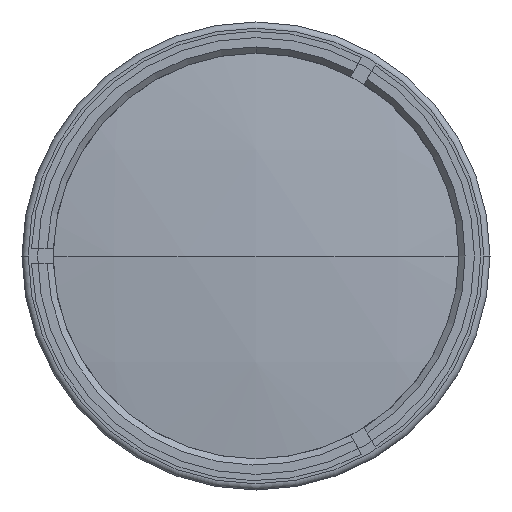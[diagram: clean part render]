
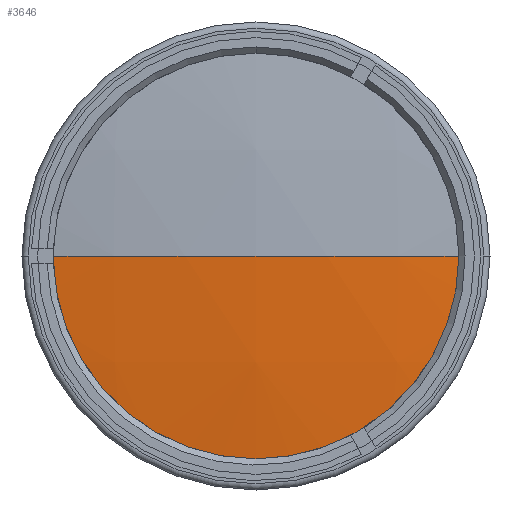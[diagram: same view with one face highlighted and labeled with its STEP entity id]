
A CAD part, left-side view. The second image highlights one B-rep face of the part: STEP entity #3646.
In plain terms, the highlighted spherical face has radius 252 mm.
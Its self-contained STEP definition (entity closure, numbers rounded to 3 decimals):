
#35 = CIRCLE ( 'NONE', #8594, 252. ) ;
#378 = CARTESIAN_POINT ( 'NONE',  ( -138.909, -34., 0. ) ) ;
#713 = DIRECTION ( 'NONE',  ( 0., 1., 0. ) ) ;
#1500 = VERTEX_POINT ( 'NONE', #378 ) ;
#1614 = EDGE_CURVE ( 'NONE', #5058, #4806, #35, .T. ) ;
#2494 = ORIENTED_EDGE ( 'NONE', *, *, #7709, .T. ) ;
#2609 = CIRCLE ( 'NONE', #6300, 252. ) ;
#2883 = CARTESIAN_POINT ( 'NONE',  ( 110.787, 0., 0. ) ) ;
#3120 = CARTESIAN_POINT ( 'NONE',  ( 110.787, 0., 0. ) ) ;
#3418 = CARTESIAN_POINT ( 'NONE',  ( 110.787, 0., 0. ) ) ;
#3646 = ADVANCED_FACE ( 'NONE', ( #7565 ), #8805, .T. ) ;
#3726 = DIRECTION ( 'NONE',  ( -1., 0., 0. ) ) ;
#3789 = EDGE_LOOP ( 'NONE', ( #2494, #3991, #6645 ) ) ;
#3862 = DIRECTION ( 'NONE',  ( 0., 1., 0. ) ) ;
#3991 = ORIENTED_EDGE ( 'NONE', *, *, #4095, .T. ) ;
#4091 = CARTESIAN_POINT ( 'NONE',  ( -138.909, 34., 0. ) ) ;
#4095 = EDGE_CURVE ( 'NONE', #1500, #4806, #2609, .T. ) ;
#4168 = DIRECTION ( 'NONE',  ( 0., -1., 0. ) ) ;
#4806 = VERTEX_POINT ( 'NONE', #8844 ) ;
#5058 = VERTEX_POINT ( 'NONE', #4091 ) ;
#5141 = DIRECTION ( 'NONE',  ( 0., 0., -1. ) ) ;
#6300 = AXIS2_PLACEMENT_3D ( 'NONE', #3120, #8235, #3862 ) ;
#6645 = ORIENTED_EDGE ( 'NONE', *, *, #1614, .F. ) ;
#7318 = AXIS2_PLACEMENT_3D ( 'NONE', #2883, #5141, #713 ) ;
#7565 = FACE_OUTER_BOUND ( 'NONE', #3789, .T. ) ;
#7709 = EDGE_CURVE ( 'NONE', #5058, #1500, #8762, .T. ) ;
#7734 = AXIS2_PLACEMENT_3D ( 'NONE', #8079, #3726, #8828 ) ;
#8079 = CARTESIAN_POINT ( 'NONE',  ( -138.909, 0., 0. ) ) ;
#8235 = DIRECTION ( 'NONE',  ( 0., 0., -1. ) ) ;
#8529 = DIRECTION ( 'NONE',  ( 0., 0., 1. ) ) ;
#8594 = AXIS2_PLACEMENT_3D ( 'NONE', #3418, #8529, #4168 ) ;
#8762 = CIRCLE ( 'NONE', #7734, 34. ) ;
#8805 = SPHERICAL_SURFACE ( 'NONE', #7318, 252. ) ;
#8828 = DIRECTION ( 'NONE',  ( 0., 0., 1. ) ) ;
#8844 = CARTESIAN_POINT ( 'NONE',  ( -141.213, 0., 0. ) ) ;
